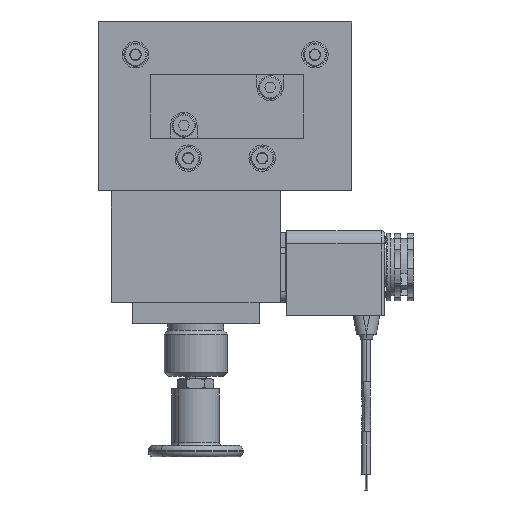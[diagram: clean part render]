
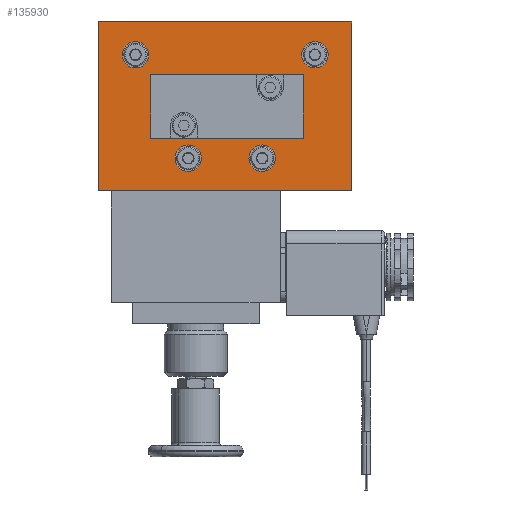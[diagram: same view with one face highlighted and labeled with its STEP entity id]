
A CAD part, left-side view. The second image highlights one B-rep face of the part: STEP entity #135930.
In plain terms, the highlighted planar face has unit normal (-1, 0, 0).
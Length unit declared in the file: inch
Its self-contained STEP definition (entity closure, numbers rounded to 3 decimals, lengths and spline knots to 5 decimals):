
#379 = DIRECTION ( 'NONE',  ( -1., 0., 0. ) ) ;
#1964 = LINE ( 'NONE', #113546, #46152 ) ;
#2372 = LINE ( 'NONE', #53900, #4307 ) ;
#2464 = LINE ( 'NONE', #128322, #26444 ) ;
#2571 = CARTESIAN_POINT ( 'NONE',  ( -1.625, -1.5, 1. ) ) ;
#2962 = CIRCLE ( 'NONE', #47861, 0.15625 ) ;
#4307 = VECTOR ( 'NONE', #6021, 39.37008 ) ;
#4462 = FACE_BOUND ( 'NONE', #24369, .T. ) ;
#4647 = EDGE_CURVE ( 'NONE', #39398, #47244, #26939, .T. ) ;
#6021 = DIRECTION ( 'NONE',  ( 0., -1., 0. ) ) ;
#6652 = CARTESIAN_POINT ( 'NONE',  ( -1.625, -1.5, 1. ) ) ;
#8145 = DIRECTION ( 'NONE',  ( 0., 0., 1. ) ) ;
#9375 = VERTEX_POINT ( 'NONE', #2571 ) ;
#11574 = CARTESIAN_POINT ( 'NONE',  ( -1.625, 1.0625, 0.6125 ) ) ;
#12970 = VECTOR ( 'NONE', #152214, 39.37008 ) ;
#13100 = DIRECTION ( 'NONE',  ( 0., 0., 1. ) ) ;
#13367 = CARTESIAN_POINT ( 'NONE',  ( -1.625, -1.0625, 0.6125 ) ) ;
#14391 = CIRCLE ( 'NONE', #134522, 0.15625 ) ;
#15183 = EDGE_LOOP ( 'NONE', ( #126227, #33844 ) ) ;
#15556 = FACE_BOUND ( 'NONE', #53778, .T. ) ;
#15560 = AXIS2_PLACEMENT_3D ( 'NONE', #37473, #49331, #37990 ) ;
#15803 = DIRECTION ( 'NONE',  ( 0., -1., 0. ) ) ;
#17396 = ORIENTED_EDGE ( 'NONE', *, *, #23052, .T. ) ;
#18498 = DIRECTION ( 'NONE',  ( 0., 0., -1. ) ) ;
#19537 = VECTOR ( 'NONE', #128946, 39.37008 ) ;
#20033 = CARTESIAN_POINT ( 'NONE',  ( -1.625, -0.921, -0.375 ) ) ;
#21979 = DIRECTION ( 'NONE',  ( 0., -1., 0. ) ) ;
#22098 = EDGE_CURVE ( 'NONE', #68301, #38020, #124369, .T. ) ;
#22467 = VERTEX_POINT ( 'NONE', #149504 ) ;
#22525 = DIRECTION ( 'NONE',  ( -1., 0., 0. ) ) ;
#23014 = CARTESIAN_POINT ( 'NONE',  ( -1.625, 1.0625, 0.6125 ) ) ;
#23052 = EDGE_CURVE ( 'NONE', #40718, #140549, #2464, .T. ) ;
#24369 = EDGE_LOOP ( 'NONE', ( #99409, #129646 ) ) ;
#26444 = VECTOR ( 'NONE', #21979, 39.37008 ) ;
#26933 = VERTEX_POINT ( 'NONE', #95203 ) ;
#26939 = LINE ( 'NONE', #126903, #19537 ) ;
#29789 = VERTEX_POINT ( 'NONE', #118279 ) ;
#33844 = ORIENTED_EDGE ( 'NONE', *, *, #74182, .F. ) ;
#34510 = AXIS2_PLACEMENT_3D ( 'NONE', #11574, #47149, #129349 ) ;
#35386 = EDGE_CURVE ( 'NONE', #26933, #9375, #1964, .T. ) ;
#36267 = ORIENTED_EDGE ( 'NONE', *, *, #139374, .F. ) ;
#37473 = CARTESIAN_POINT ( 'NONE',  ( -1.625, -0.4375, -0.6125 ) ) ;
#37990 = DIRECTION ( 'NONE',  ( 0., -1., 0. ) ) ;
#38020 = VERTEX_POINT ( 'NONE', #138035 ) ;
#39398 = VERTEX_POINT ( 'NONE', #123211 ) ;
#39511 = FACE_BOUND ( 'NONE', #134623, .T. ) ;
#40718 = VERTEX_POINT ( 'NONE', #41012 ) ;
#41012 = CARTESIAN_POINT ( 'NONE',  ( -1.625, 0.879, 0.375 ) ) ;
#46152 = VECTOR ( 'NONE', #55555, 39.37008 ) ;
#46669 = DIRECTION ( 'NONE',  ( 0., -1., 0. ) ) ;
#46695 = CARTESIAN_POINT ( 'NONE',  ( -1.625, -1.21875, 0.6125 ) ) ;
#46717 = CIRCLE ( 'NONE', #58710, 0.15625 ) ;
#47142 = ORIENTED_EDGE ( 'NONE', *, *, #112118, .F. ) ;
#47149 = DIRECTION ( 'NONE',  ( -1., 0., 0. ) ) ;
#47244 = VERTEX_POINT ( 'NONE', #53667 ) ;
#47829 = EDGE_LOOP ( 'NONE', ( #96830, #65478, #145505, #151285 ) ) ;
#47861 = AXIS2_PLACEMENT_3D ( 'NONE', #106295, #117695, #127470 ) ;
#48942 = DIRECTION ( 'NONE',  ( 0., -1., 0. ) ) ;
#49331 = DIRECTION ( 'NONE',  ( -1., 0., 0. ) ) ;
#50226 = CIRCLE ( 'NONE', #140327, 0.15625 ) ;
#50570 = CARTESIAN_POINT ( 'NONE',  ( -1.625, -0.59375, -0.6125 ) ) ;
#52371 = CARTESIAN_POINT ( 'NONE',  ( -1.625, -0.921, -0.375 ) ) ;
#52954 = CARTESIAN_POINT ( 'NONE',  ( -1.625, -0.90625, 0.6125 ) ) ;
#53225 = CARTESIAN_POINT ( 'NONE',  ( -1.625, 1.21875, 0.6125 ) ) ;
#53667 = CARTESIAN_POINT ( 'NONE',  ( -1.625, 1.5, -1. ) ) ;
#53669 = EDGE_CURVE ( 'NONE', #114898, #29789, #2962, .T. ) ;
#53778 = EDGE_LOOP ( 'NONE', ( #84013, #47142 ) ) ;
#53900 = CARTESIAN_POINT ( 'NONE',  ( -1.625, 0.879, -0.375 ) ) ;
#54305 = DIRECTION ( 'NONE',  ( 1., 0., 0. ) ) ;
#54491 = EDGE_CURVE ( 'NONE', #103113, #151560, #2372, .T. ) ;
#55555 = DIRECTION ( 'NONE',  ( 0., -1., 0. ) ) ;
#58005 = CARTESIAN_POINT ( 'NONE',  ( -1.625, -1.0625, 0.6125 ) ) ;
#58710 = AXIS2_PLACEMENT_3D ( 'NONE', #139165, #379, #81199 ) ;
#60950 = CARTESIAN_POINT ( 'NONE',  ( -1.625, 0.879, -0.375 ) ) ;
#61121 = EDGE_CURVE ( 'NONE', #103113, #40718, #90723, .T. ) ;
#62522 = CIRCLE ( 'NONE', #69841, 0.15625 ) ;
#65478 = ORIENTED_EDGE ( 'NONE', *, *, #4647, .F. ) ;
#66118 = DIRECTION ( 'NONE',  ( 0., 1., 0. ) ) ;
#67071 = FACE_BOUND ( 'NONE', #15183, .T. ) ;
#67646 = CARTESIAN_POINT ( 'NONE',  ( -1.625, 0., 0. ) ) ;
#68301 = VERTEX_POINT ( 'NONE', #53225 ) ;
#69841 = AXIS2_PLACEMENT_3D ( 'NONE', #58005, #22525, #104148 ) ;
#71247 = EDGE_CURVE ( 'NONE', #38020, #68301, #116193, .T. ) ;
#72480 = VERTEX_POINT ( 'NONE', #46695 ) ;
#74182 = EDGE_CURVE ( 'NONE', #29789, #114898, #14391, .T. ) ;
#75057 = LINE ( 'NONE', #20033, #95157 ) ;
#75160 = LINE ( 'NONE', #6652, #102599 ) ;
#75248 = EDGE_LOOP ( 'NONE', ( #36267, #102547, #76915, #17396 ) ) ;
#76915 = ORIENTED_EDGE ( 'NONE', *, *, #61121, .T. ) ;
#79351 = LINE ( 'NONE', #138826, #12970 ) ;
#80829 = AXIS2_PLACEMENT_3D ( 'NONE', #67646, #54305, #66118 ) ;
#81199 = DIRECTION ( 'NONE',  ( 0., -1., 0. ) ) ;
#84013 = ORIENTED_EDGE ( 'NONE', *, *, #88302, .F. ) ;
#86767 = DIRECTION ( 'NONE',  ( -1., 0., 0. ) ) ;
#88302 = EDGE_CURVE ( 'NONE', #72480, #139754, #50226, .T. ) ;
#90723 = LINE ( 'NONE', #94879, #149524 ) ;
#92092 = EDGE_CURVE ( 'NONE', #47244, #26933, #79351, .T. ) ;
#93451 = CIRCLE ( 'NONE', #15560, 0.15625 ) ;
#94524 = ORIENTED_EDGE ( 'NONE', *, *, #22098, .F. ) ;
#94879 = CARTESIAN_POINT ( 'NONE',  ( -1.625, 0.879, -0.375 ) ) ;
#94997 = EDGE_CURVE ( 'NONE', #152143, #22467, #46717, .T. ) ;
#95157 = VECTOR ( 'NONE', #8145, 39.37008 ) ;
#95203 = CARTESIAN_POINT ( 'NONE',  ( -1.625, 1.5, 1. ) ) ;
#96830 = ORIENTED_EDGE ( 'NONE', *, *, #92092, .F. ) ;
#98006 = CARTESIAN_POINT ( 'NONE',  ( -1.625, 0.4375, -0.6125 ) ) ;
#99409 = ORIENTED_EDGE ( 'NONE', *, *, #94997, .F. ) ;
#102043 = PLANE ( 'NONE',  #80829 ) ;
#102547 = ORIENTED_EDGE ( 'NONE', *, *, #54491, .F. ) ;
#102599 = VECTOR ( 'NONE', #18498, 39.37008 ) ;
#103113 = VERTEX_POINT ( 'NONE', #60950 ) ;
#103975 = EDGE_CURVE ( 'NONE', #9375, #39398, #75160, .T. ) ;
#104148 = DIRECTION ( 'NONE',  ( 0., -1., 0. ) ) ;
#105584 = FACE_OUTER_BOUND ( 'NONE', #47829, .T. ) ;
#105638 = DIRECTION ( 'NONE',  ( -1., 0., 0. ) ) ;
#106295 = CARTESIAN_POINT ( 'NONE',  ( -1.625, 0.4375, -0.6125 ) ) ;
#112118 = EDGE_CURVE ( 'NONE', #139754, #72480, #62522, .T. ) ;
#113546 = CARTESIAN_POINT ( 'NONE',  ( -1.625, -1.5, 1. ) ) ;
#114184 = ORIENTED_EDGE ( 'NONE', *, *, #71247, .F. ) ;
#114898 = VERTEX_POINT ( 'NONE', #123191 ) ;
#116193 = CIRCLE ( 'NONE', #142835, 0.15625 ) ;
#117695 = DIRECTION ( 'NONE',  ( -1., 0., 0. ) ) ;
#117976 = EDGE_CURVE ( 'NONE', #22467, #152143, #93451, .T. ) ;
#118279 = CARTESIAN_POINT ( 'NONE',  ( -1.625, 0.59375, -0.6125 ) ) ;
#118594 = CARTESIAN_POINT ( 'NONE',  ( -1.625, -0.921, 0.375 ) ) ;
#123191 = CARTESIAN_POINT ( 'NONE',  ( -1.625, 0.28125, -0.6125 ) ) ;
#123211 = CARTESIAN_POINT ( 'NONE',  ( -1.625, -1.5, -1. ) ) ;
#124369 = CIRCLE ( 'NONE', #34510, 0.15625 ) ;
#125889 = FACE_BOUND ( 'NONE', #75248, .T. ) ;
#126227 = ORIENTED_EDGE ( 'NONE', *, *, #53669, .F. ) ;
#126903 = CARTESIAN_POINT ( 'NONE',  ( -1.625, -1.5, -1. ) ) ;
#127470 = DIRECTION ( 'NONE',  ( 0., -1., 0. ) ) ;
#128322 = CARTESIAN_POINT ( 'NONE',  ( -1.625, 0.879, 0.375 ) ) ;
#128946 = DIRECTION ( 'NONE',  ( 0., 1., 0. ) ) ;
#129349 = DIRECTION ( 'NONE',  ( 0., -1., 0. ) ) ;
#129646 = ORIENTED_EDGE ( 'NONE', *, *, #117976, .F. ) ;
#132144 = DIRECTION ( 'NONE',  ( -1., 0., 0. ) ) ;
#134522 = AXIS2_PLACEMENT_3D ( 'NONE', #98006, #86767, #15803 ) ;
#134623 = EDGE_LOOP ( 'NONE', ( #114184, #94524 ) ) ;
#135930 = ADVANCED_FACE ( 'NONE', ( #105584, #39511, #67071, #4462, #15556, #125889 ), #102043, .F. ) ;
#138035 = CARTESIAN_POINT ( 'NONE',  ( -1.625, 0.90625, 0.6125 ) ) ;
#138826 = CARTESIAN_POINT ( 'NONE',  ( -1.625, 1.5, 1. ) ) ;
#139165 = CARTESIAN_POINT ( 'NONE',  ( -1.625, -0.4375, -0.6125 ) ) ;
#139374 = EDGE_CURVE ( 'NONE', #151560, #140549, #75057, .T. ) ;
#139754 = VERTEX_POINT ( 'NONE', #52954 ) ;
#140327 = AXIS2_PLACEMENT_3D ( 'NONE', #13367, #132144, #48942 ) ;
#140549 = VERTEX_POINT ( 'NONE', #118594 ) ;
#142835 = AXIS2_PLACEMENT_3D ( 'NONE', #23014, #105638, #46669 ) ;
#145505 = ORIENTED_EDGE ( 'NONE', *, *, #103975, .F. ) ;
#149504 = CARTESIAN_POINT ( 'NONE',  ( -1.625, -0.28125, -0.6125 ) ) ;
#149524 = VECTOR ( 'NONE', #13100, 39.37008 ) ;
#151285 = ORIENTED_EDGE ( 'NONE', *, *, #35386, .F. ) ;
#151560 = VERTEX_POINT ( 'NONE', #52371 ) ;
#152143 = VERTEX_POINT ( 'NONE', #50570 ) ;
#152214 = DIRECTION ( 'NONE',  ( 0., 0., 1. ) ) ;
